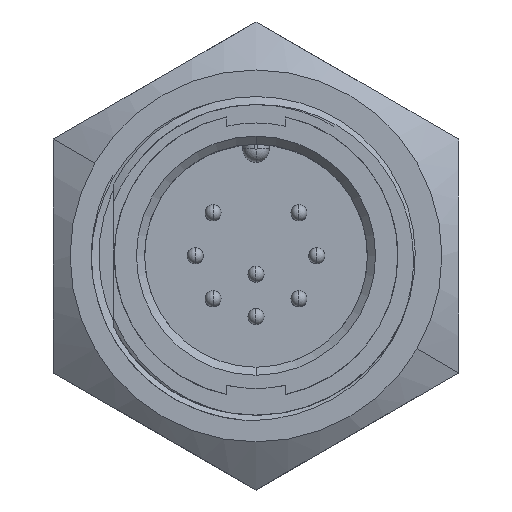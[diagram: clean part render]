
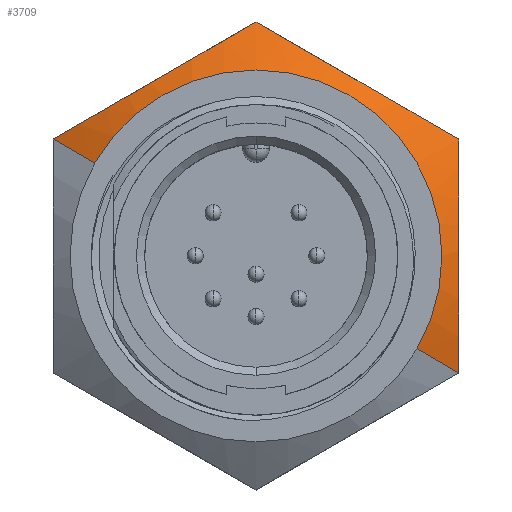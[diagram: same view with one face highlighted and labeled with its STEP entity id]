
A CAD part, top view. The second image highlights one B-rep face of the part: STEP entity #3709.
In plain terms, the highlighted conical face has half-angle 55 degrees and reference radius 8.575 mm.
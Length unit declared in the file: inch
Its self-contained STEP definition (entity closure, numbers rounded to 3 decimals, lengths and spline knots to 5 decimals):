
#69 = ORIENTED_EDGE ( 'NONE', *, *, #3573, .T. ) ;
#713 = B_SPLINE_CURVE_WITH_KNOTS ( 'NONE', 3,
 ( #10390, #10394, #10395, #10396, #10397, #10398, #10399, #10400, #10401, #10402, #10403, #10404 ),
 .UNSPECIFIED., .F., .F.,
 ( 4, 2, 2, 2, 2, 4 ),
 ( 0., 0.00372, 0.00743, 0.00929, 0.01115, 0.01486 ),
 .UNSPECIFIED. ) ;
#2606 = EDGE_LOOP ( 'NONE', ( #9586, #69, #9598, #9582, #9587, #9618 ) ) ;
#3499 = EDGE_CURVE ( 'NONE', #12778, #12753, #8487, .T. ) ;
#3540 = EDGE_CURVE ( 'NONE', #12776, #12778, #8514, .T. ) ;
#3547 = EDGE_CURVE ( 'NONE', #12761, #12752, #3676, .T. ) ;
#3571 = EDGE_CURVE ( 'NONE', #12782, #12776, #713, .T. ) ;
#3573 = EDGE_CURVE ( 'NONE', #12761, #12753, #10413, .T. ) ;
#3592 = EDGE_CURVE ( 'NONE', #12752, #12782, #10484, .T. ) ;
#3676 = CIRCLE ( 'NONE', #13530, 0.45881 ) ;
#3709 = ADVANCED_FACE ( 'NONE', ( #13391 ), #20645, .T. ) ;
#6751 = CARTESIAN_POINT ( 'NONE',  ( -0.39734, 0.22941, -0.279 ) ) ;
#6752 = CARTESIAN_POINT ( 'NONE',  ( 0.5, -0.28868, -0.362 ) ) ;
#6760 = CARTESIAN_POINT ( 'NONE',  ( 0.39734, -0.22941, -0.279 ) ) ;
#6787 = CARTESIAN_POINT ( 'NONE',  ( 0.5, 0.28868, -0.362 ) ) ;
#6788 = CARTESIAN_POINT ( 'NONE',  ( 0.5, 0.24199, -0.34565 ) ) ;
#6789 = CARTESIAN_POINT ( 'NONE',  ( 0.5, 0.19482, -0.3321 ) ) ;
#6790 = CARTESIAN_POINT ( 'NONE',  ( 0.5, 0.09912, -0.3132 ) ) ;
#6791 = CARTESIAN_POINT ( 'NONE',  ( 0.5, 0.05056, -0.30792 ) ) ;
#6792 = CARTESIAN_POINT ( 'NONE',  ( 0.5, -0.02359, -0.3078 ) ) ;
#6793 = CARTESIAN_POINT ( 'NONE',  ( 0.5, -0.04858, -0.30908 ) ) ;
#6794 = CARTESIAN_POINT ( 'NONE',  ( 0.5, -0.09776, -0.31406 ) ) ;
#6795 = CARTESIAN_POINT ( 'NONE',  ( 0.5, -0.12209, -0.31776 ) ) ;
#6796 = CARTESIAN_POINT ( 'NONE',  ( 0.5, -0.19446, -0.33198 ) ) ;
#6797 = CARTESIAN_POINT ( 'NONE',  ( 0.5, -0.24185, -0.34561 ) ) ;
#6798 = CARTESIAN_POINT ( 'NONE',  ( 0.5, -0.28868, -0.362 ) ) ;
#7238 = CARTESIAN_POINT ( 'NONE',  ( 0., 0.57735, -0.362 ) ) ;
#7239 = CARTESIAN_POINT ( 'NONE',  ( 0.0201, 0.56575, -0.35388 ) ) ;
#7240 = CARTESIAN_POINT ( 'NONE',  ( 0.04044, 0.554, -0.34638 ) ) ;
#7241 = CARTESIAN_POINT ( 'NONE',  ( 0.08178, 0.53014, -0.33302 ) ) ;
#7242 = CARTESIAN_POINT ( 'NONE',  ( 0.1026, 0.51811, -0.32721 ) ) ;
#7243 = CARTESIAN_POINT ( 'NONE',  ( 0.16521, 0.48197, -0.31301 ) ) ;
#7244 = CARTESIAN_POINT ( 'NONE',  ( 0.2073, 0.45767, -0.30785 ) ) ;
#7245 = CARTESIAN_POINT ( 'NONE',  ( 0.27106, 0.42085, -0.30783 ) ) ;
#7246 = CARTESIAN_POINT ( 'NONE',  ( 0.29244, 0.40851, -0.3091 ) ) ;
#7247 = CARTESIAN_POINT ( 'NONE',  ( 0.33531, 0.38376, -0.31416 ) ) ;
#7248 = CARTESIAN_POINT ( 'NONE',  ( 0.35645, 0.37156, -0.3179 ) ) ;
#7249 = CARTESIAN_POINT ( 'NONE',  ( 0.4191, 0.33538, -0.33219 ) ) ;
#7250 = CARTESIAN_POINT ( 'NONE',  ( 0.45987, 0.31184, -0.34578 ) ) ;
#7251 = CARTESIAN_POINT ( 'NONE',  ( 0.5, 0.28868, -0.362 ) ) ;
#7285 = CARTESIAN_POINT ( 'NONE',  ( 0., 0., -0.279 ) ) ;
#7286 = DIRECTION ( 'NONE',  ( 0., 0., 1. ) ) ;
#7287 = DIRECTION ( 'NONE',  ( -0.866, 0.5, 0. ) ) ;
#8487 = B_SPLINE_CURVE_WITH_KNOTS ( 'NONE', 3,
 ( #6787, #6788, #6789, #6790, #6791, #6792, #6793, #6794, #6795, #6796, #6797, #6798 ),
 .UNSPECIFIED., .F., .F.,
 ( 4, 2, 2, 2, 2, 4 ),
 ( 0., 0.00372, 0.00743, 0.00929, 0.01115, 0.01486 ),
 .UNSPECIFIED. ) ;
#8514 = B_SPLINE_CURVE_WITH_KNOTS ( 'NONE', 3,
 ( #7238, #7239, #7240, #7241, #7242, #7243, #7244, #7245, #7246, #7247, #7248, #7249, #7250, #7251 ),
 .UNSPECIFIED., .F., .F.,
 ( 4, 2, 2, 2, 2, 2, 4 ),
 ( 0.01145, 0.01332, 0.01518, 0.01892, 0.02078, 0.02265, 0.02638 ),
 .UNSPECIFIED. ) ;
#9582 = ORIENTED_EDGE ( 'NONE', *, *, #3540, .F. ) ;
#9586 = ORIENTED_EDGE ( 'NONE', *, *, #3547, .F. ) ;
#9587 = ORIENTED_EDGE ( 'NONE', *, *, #3571, .F. ) ;
#9598 = ORIENTED_EDGE ( 'NONE', *, *, #3499, .F. ) ;
#9618 = ORIENTED_EDGE ( 'NONE', *, *, #3592, .F. ) ;
#10390 = CARTESIAN_POINT ( 'NONE',  ( -0.5, 0.28868, -0.362 ) ) ;
#10394 = CARTESIAN_POINT ( 'NONE',  ( -0.45957, 0.31202, -0.34565 ) ) ;
#10395 = CARTESIAN_POINT ( 'NONE',  ( -0.41872, 0.3356, -0.3321 ) ) ;
#10396 = CARTESIAN_POINT ( 'NONE',  ( -0.33584, 0.38345, -0.3132 ) ) ;
#10397 = CARTESIAN_POINT ( 'NONE',  ( -0.29379, 0.40773, -0.30792 ) ) ;
#10398 = CARTESIAN_POINT ( 'NONE',  ( -0.22957, 0.44481, -0.3078 ) ) ;
#10399 = CARTESIAN_POINT ( 'NONE',  ( -0.20792, 0.45731, -0.30908 ) ) ;
#10400 = CARTESIAN_POINT ( 'NONE',  ( -0.16534, 0.48189, -0.31406 ) ) ;
#10401 = CARTESIAN_POINT ( 'NONE',  ( -0.14426, 0.49406, -0.31776 ) ) ;
#10402 = CARTESIAN_POINT ( 'NONE',  ( -0.08159, 0.53024, -0.33198 ) ) ;
#10403 = CARTESIAN_POINT ( 'NONE',  ( -0.04055, 0.55394, -0.34561 ) ) ;
#10404 = CARTESIAN_POINT ( 'NONE',  ( 0., 0.57735, -0.362 ) ) ;
#10413 = LINE ( 'NONE', #10414, #13493 ) ;
#10414 = CARTESIAN_POINT ( 'NONE',  ( 0.29238, -0.1688, -0.19413 ) ) ;
#10415 = DIRECTION ( 'NONE',  ( 0.709, -0.41, -0.574 ) ) ;
#10484 = LINE ( 'NONE', #10485, #13436 ) ;
#10485 = CARTESIAN_POINT ( 'NONE',  ( -0.29238, 0.1688, -0.19413 ) ) ;
#10486 = DIRECTION ( 'NONE',  ( -0.709, 0.41, -0.574 ) ) ;
#12752 = VERTEX_POINT ( 'NONE', #6751 ) ;
#12753 = VERTEX_POINT ( 'NONE', #6752 ) ;
#12761 = VERTEX_POINT ( 'NONE', #6760 ) ;
#12776 = VERTEX_POINT ( 'NONE', #13582 ) ;
#12778 = VERTEX_POINT ( 'NONE', #13584 ) ;
#12782 = VERTEX_POINT ( 'NONE', #13588 ) ;
#13391 = FACE_OUTER_BOUND ( 'NONE', #2606, .T. ) ;
#13436 = VECTOR ( 'NONE', #10486, 39.37008 ) ;
#13493 = VECTOR ( 'NONE', #10415, 39.37008 ) ;
#13530 = AXIS2_PLACEMENT_3D ( 'NONE', #7285, #7286, #7287 ) ;
#13553 = AXIS2_PLACEMENT_3D ( 'NONE', #14785, #14795, #14796 ) ;
#13582 = CARTESIAN_POINT ( 'NONE',  ( 0., 0.57735, -0.362 ) ) ;
#13584 = CARTESIAN_POINT ( 'NONE',  ( 0.5, 0.28868, -0.362 ) ) ;
#13588 = CARTESIAN_POINT ( 'NONE',  ( -0.5, 0.28868, -0.362 ) ) ;
#14785 = CARTESIAN_POINT ( 'NONE',  ( 0., 0., -0.19413 ) ) ;
#14795 = DIRECTION ( 'NONE',  ( 0., 0., -1. ) ) ;
#14796 = DIRECTION ( 'NONE',  ( -0.866, 0.5, 0. ) ) ;
#20645 = CONICAL_SURFACE ( 'NONE', #13553, 0.33761, 0.96 ) ;
